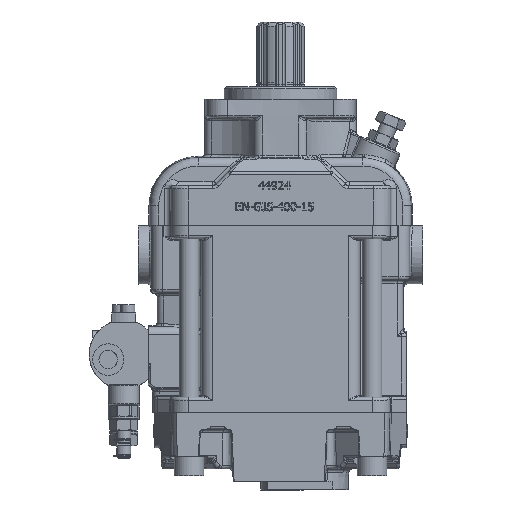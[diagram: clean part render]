
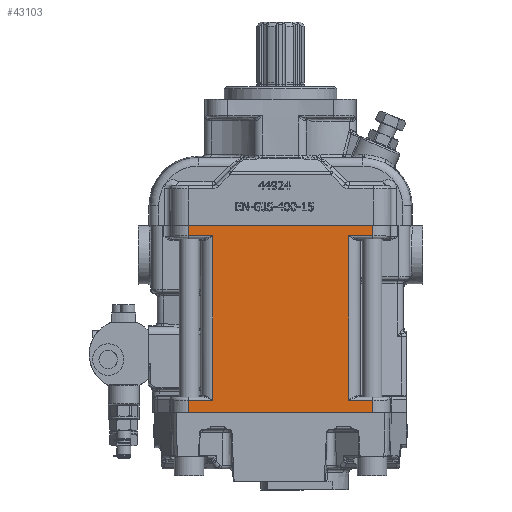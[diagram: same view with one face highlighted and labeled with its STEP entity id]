
A CAD part, left-side view. The second image highlights one B-rep face of the part: STEP entity #43103.
In plain terms, the highlighted planar face has unit normal (-1, 0, 0).
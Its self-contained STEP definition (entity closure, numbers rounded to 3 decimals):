
#2146=LINE('',#71036,#4986);
#2152=LINE('',#71090,#4992);
#2361=LINE('',#72608,#5201);
#2403=LINE('',#73270,#5243);
#2404=LINE('',#73272,#5244);
#2405=LINE('',#73274,#5245);
#2406=LINE('',#73275,#5246);
#2407=LINE('',#73277,#5247);
#2408=LINE('',#73279,#5248);
#2409=LINE('',#73281,#5249);
#2410=LINE('',#73283,#5250);
#2411=LINE('',#73284,#5251);
#4986=VECTOR('',#51934,10.);
#4992=VECTOR('',#51968,10.);
#5201=VECTOR('',#52567,10.);
#5243=VECTOR('',#52737,10.);
#5244=VECTOR('',#52738,10.);
#5245=VECTOR('',#52739,10.);
#5246=VECTOR('',#52740,10.);
#5247=VECTOR('',#52741,10.);
#5248=VECTOR('',#52742,10.);
#5249=VECTOR('',#52743,10.);
#5250=VECTOR('',#52744,10.);
#5251=VECTOR('',#52745,10.);
#7322=PLANE('',#46484);
#9328=FACE_OUTER_BOUND('',#11981,.T.);
#11981=EDGE_LOOP('',(#31200,#31201,#31202,#31203,#31204,#31205,#31206,#31207,
#31208,#31209,#31210,#31211));
#17848=VERTEX_POINT('',#71033);
#17849=VERTEX_POINT('',#71035);
#17868=VERTEX_POINT('',#71087);
#17869=VERTEX_POINT('',#71089);
#18307=VERTEX_POINT('',#72606);
#18367=VERTEX_POINT('',#73269);
#18368=VERTEX_POINT('',#73271);
#18369=VERTEX_POINT('',#73273);
#18370=VERTEX_POINT('',#73276);
#18371=VERTEX_POINT('',#73278);
#18372=VERTEX_POINT('',#73280);
#18373=VERTEX_POINT('',#73282);
#22459=EDGE_CURVE('',#17849,#17848,#2146,.T.);
#22479=EDGE_CURVE('',#17869,#17868,#2152,.T.);
#22965=EDGE_CURVE('',#17848,#18307,#2361,.T.);
#23063=EDGE_CURVE('',#18307,#18367,#2403,.T.);
#23064=EDGE_CURVE('',#18368,#18367,#2404,.T.);
#23065=EDGE_CURVE('',#18368,#18369,#2405,.T.);
#23066=EDGE_CURVE('',#18369,#17869,#2406,.T.);
#23067=EDGE_CURVE('',#17868,#18370,#2407,.T.);
#23068=EDGE_CURVE('',#18370,#18371,#2408,.T.);
#23069=EDGE_CURVE('',#18371,#18372,#2409,.T.);
#23070=EDGE_CURVE('',#18372,#18373,#2410,.T.);
#23071=EDGE_CURVE('',#18373,#17849,#2411,.T.);
#31200=ORIENTED_EDGE('',*,*,#22459,.T.);
#31201=ORIENTED_EDGE('',*,*,#22965,.T.);
#31202=ORIENTED_EDGE('',*,*,#23063,.T.);
#31203=ORIENTED_EDGE('',*,*,#23064,.F.);
#31204=ORIENTED_EDGE('',*,*,#23065,.T.);
#31205=ORIENTED_EDGE('',*,*,#23066,.T.);
#31206=ORIENTED_EDGE('',*,*,#22479,.T.);
#31207=ORIENTED_EDGE('',*,*,#23067,.T.);
#31208=ORIENTED_EDGE('',*,*,#23068,.T.);
#31209=ORIENTED_EDGE('',*,*,#23069,.T.);
#31210=ORIENTED_EDGE('',*,*,#23070,.T.);
#31211=ORIENTED_EDGE('',*,*,#23071,.T.);
#43103=ADVANCED_FACE('',(#9328),#7322,.F.);
#46484=AXIS2_PLACEMENT_3D('',#73268,#52735,#52736);
#51934=DIRECTION('',(0.,1.,0.));
#51968=DIRECTION('',(0.,-1.,0.));
#52567=DIRECTION('',(0.,0.,-1.));
#52735=DIRECTION('center_axis',(1.,0.,0.));
#52736=DIRECTION('ref_axis',(0.,0.,-1.));
#52737=DIRECTION('',(0.,-1.,0.));
#52738=DIRECTION('',(0.,0.,1.));
#52739=DIRECTION('',(0.,1.,0.));
#52740=DIRECTION('',(0.,0.,-1.));
#52741=DIRECTION('',(0.,0.,1.));
#52742=DIRECTION('',(0.,1.,0.));
#52743=DIRECTION('',(0.,0.,1.));
#52744=DIRECTION('',(0.,-1.,0.));
#52745=DIRECTION('',(0.,0.,1.));
#71033=CARTESIAN_POINT('',(-59.5,65.341,133.));
#71035=CARTESIAN_POINT('',(-59.5,-65.341,133.));
#71036=CARTESIAN_POINT('',(-59.5,18.75,133.));
#71087=CARTESIAN_POINT('',(-59.5,-65.341,0.));
#71089=CARTESIAN_POINT('',(-59.5,65.341,0.));
#71090=CARTESIAN_POINT('',(-59.5,-31.75,0.));
#72606=CARTESIAN_POINT('',(-59.5,65.341,125.541));
#72608=CARTESIAN_POINT('',(-59.5,65.341,61.6));
#73268=CARTESIAN_POINT('Origin',(-59.5,-63.5,0.));
#73269=CARTESIAN_POINT('',(-59.5,48.263,125.541));
#73270=CARTESIAN_POINT('',(-59.5,5.25,125.541));
#73271=CARTESIAN_POINT('',(-59.5,48.263,8.859));
#73272=CARTESIAN_POINT('',(-59.5,48.263,5.6));
#73273=CARTESIAN_POINT('',(-59.5,65.341,8.859));
#73274=CARTESIAN_POINT('',(-59.5,-31.75,8.859));
#73275=CARTESIAN_POINT('',(-59.5,65.341,0.));
#73276=CARTESIAN_POINT('',(-59.5,-65.341,8.859));
#73277=CARTESIAN_POINT('',(-59.5,-65.341,0.));
#73278=CARTESIAN_POINT('',(-59.5,-48.263,8.859));
#73279=CARTESIAN_POINT('',(-59.5,-31.75,8.859));
#73280=CARTESIAN_POINT('',(-59.5,-48.263,125.541));
#73281=CARTESIAN_POINT('',(-59.5,-48.263,5.6));
#73282=CARTESIAN_POINT('',(-59.5,-65.341,125.541));
#73283=CARTESIAN_POINT('',(-59.5,5.25,125.541));
#73284=CARTESIAN_POINT('',(-59.5,-65.341,61.6));
